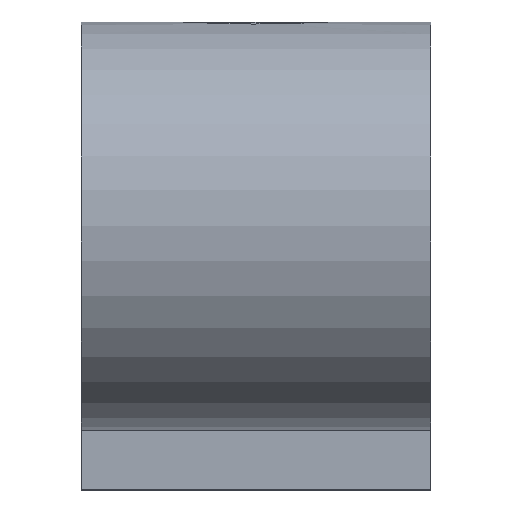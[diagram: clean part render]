
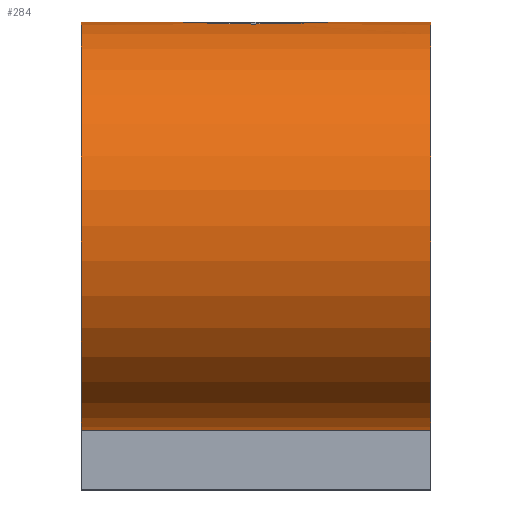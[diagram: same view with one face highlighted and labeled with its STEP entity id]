
A CAD part, top view. The second image highlights one B-rep face of the part: STEP entity #284.
In plain terms, the highlighted cylindrical face has radius 7 mm (diameter 14 mm), a partial arc.
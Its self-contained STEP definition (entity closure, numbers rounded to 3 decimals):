
#96=CARTESIAN_POINT('Vertex',(-11.,7.,-33.)) ;
#100=CARTESIAN_POINT('Control Point',(-11.,7.,-33.)) ;
#101=CARTESIAN_POINT('Control Point',(-9.97,7.,-32.228)) ;
#102=CARTESIAN_POINT('Control Point',(-8.693,6.886,-31.786)) ;
#103=CARTESIAN_POINT('Control Point',(-7.307,6.886,-31.786)) ;
#104=CARTESIAN_POINT('Control Point',(-6.03,7.,-32.228)) ;
#105=CARTESIAN_POINT('Control Point',(-5.,7.,-33.)) ;
#106=CARTESIAN_POINT('Vertex',(-5.,7.,-33.)) ;
#133=CARTESIAN_POINT('Line Origine',(-3.5,7.,-33.)) ;
#137=CARTESIAN_POINT('Vertex',(-2.,7.,-33.)) ;
#158=CARTESIAN_POINT('Vertex',(-14.,7.,-33.)) ;
#161=CARTESIAN_POINT('Line Origine',(-12.5,7.,-33.)) ;
#252=CARTESIAN_POINT('Axis2P3D Location',(-8.61,0.,-33.)) ;
#257=CARTESIAN_POINT('Axis2P3D Location',(-14.,0.,-33.)) ;
#261=CARTESIAN_POINT('Vertex',(-14.,-7.,-33.)) ;
#264=CARTESIAN_POINT('Line Origine',(-8.61,-7.,-33.)) ;
#268=CARTESIAN_POINT('Vertex',(-2.,-7.,-33.)) ;
#271=CARTESIAN_POINT('Axis2P3D Location',(-2.,0.,-33.)) ;
#134=DIRECTION('Vector Direction',(1.,0.,0.)) ;
#162=DIRECTION('Vector Direction',(1.,0.,0.)) ;
#253=DIRECTION('Axis2P3D Direction',(1.,0.,0.)) ;
#254=DIRECTION('Axis2P3D XDirection',(0.,1.,0.)) ;
#258=DIRECTION('Axis2P3D Direction',(1.,0.,0.)) ;
#265=DIRECTION('Vector Direction',(1.,0.,0.)) ;
#272=DIRECTION('Axis2P3D Direction',(1.,0.,0.)) ;
#255=AXIS2_PLACEMENT_3D('Cylinder Axis2P3D',#252,#253,#254) ;
#259=AXIS2_PLACEMENT_3D('Circle Axis2P3D',#257,#258,$) ;
#273=AXIS2_PLACEMENT_3D('Circle Axis2P3D',#271,#272,$) ;
#277=ORIENTED_EDGE('',*,*,#165,.F.) ;
#278=ORIENTED_EDGE('',*,*,#263,.F.) ;
#279=ORIENTED_EDGE('',*,*,#270,.F.) ;
#280=ORIENTED_EDGE('',*,*,#275,.F.) ;
#281=ORIENTED_EDGE('',*,*,#139,.F.) ;
#282=ORIENTED_EDGE('',*,*,#108,.F.) ;
#135=VECTOR('Line Direction',#134,1.) ;
#163=VECTOR('Line Direction',#162,1.) ;
#266=VECTOR('Line Direction',#265,1.) ;
#284=ADVANCED_FACE('PartBody',(#283),#256,.T.) ;
#99=B_SPLINE_CURVE_WITH_KNOTS('',5,(#100,#101,#102,#103,#104,#105),.UNSPECIFIED.,.F.,.U.,(6,6),(0.,9.102),.UNSPECIFIED.) ;
#260=CIRCLE('generated circle',#259,7.) ;
#274=CIRCLE('generated circle',#273,7.) ;
#256=CYLINDRICAL_SURFACE('generated cylinder',#255,7.) ;
#108=EDGE_CURVE('',#97,#107,#99,.T.) ;
#139=EDGE_CURVE('',#107,#138,#136,.T.) ;
#165=EDGE_CURVE('',#159,#97,#164,.T.) ;
#263=EDGE_CURVE('',#262,#159,#260,.F.) ;
#270=EDGE_CURVE('',#269,#262,#267,.F.) ;
#275=EDGE_CURVE('',#138,#269,#274,.T.) ;
#276=EDGE_LOOP('',(#277,#278,#279,#280,#281,#282)) ;
#283=FACE_OUTER_BOUND('',#276,.T.) ;
#136=LINE('Line',#133,#135) ;
#164=LINE('Line',#161,#163) ;
#267=LINE('Line',#264,#266) ;
#97=VERTEX_POINT('',#96) ;
#107=VERTEX_POINT('',#106) ;
#138=VERTEX_POINT('',#137) ;
#159=VERTEX_POINT('',#158) ;
#262=VERTEX_POINT('',#261) ;
#269=VERTEX_POINT('',#268) ;
